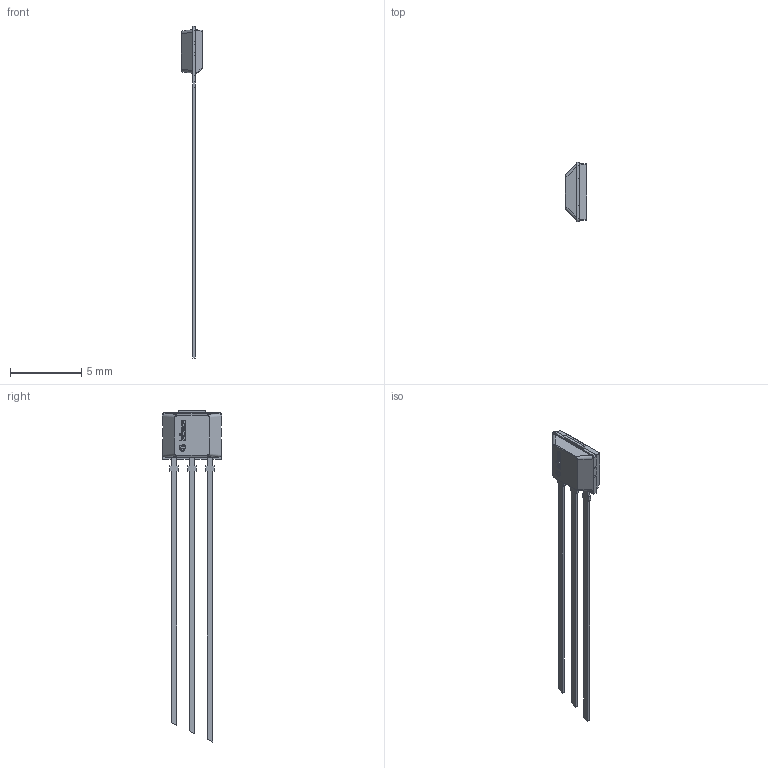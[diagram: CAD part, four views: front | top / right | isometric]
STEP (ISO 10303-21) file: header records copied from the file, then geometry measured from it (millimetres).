
FILE_DESCRIPTION(/* description */ (''),/* implementation_level */ '2;1');
FILE_NAME(/* name */ 'PG-SSO-3-2_Z8B00004206_V07_3D.stp',/* time_stamp */ '2022-07-04T15:30:19+05:00',/* author */ ('janartha'),/* organization */ (''),/* preprocessor_version */ 'ST-DEVELOPER v16.13',/* originating_system */ 'AutoCAD Mechanical',/* authorisation */ '');
FILE_SCHEMA (('AUTOMOTIVE_DESIGN { 1 0 10303 214 3 1 1 }'));
Length unit declared in the file: millimetre
Products named in the file (1): Product
Bounding box: 1.53 x 4.16 x 23.34 mm (x, y, z)
Volume: 21.2 mm3; surface area: 164.6 mm2
Topology: 19 solids, 19 shells, 239 faces, 581 edges, 376 vertices
Faces by surface type: plane 186, cylinder 25, bspline 22, sphere 6
Full cylindrical faces by diameter (mm): 0.068 x1, 0.14 x1
Entity records: 7131 total; most frequent: CARTESIAN_POINT 1657, ORIENTED_EDGE 1150, DIRECTION 1029, EDGE_CURVE 575, LINE 485, VECTOR 485, VERTEX_POINT 376, AXIS2_PLACEMENT_3D 272
